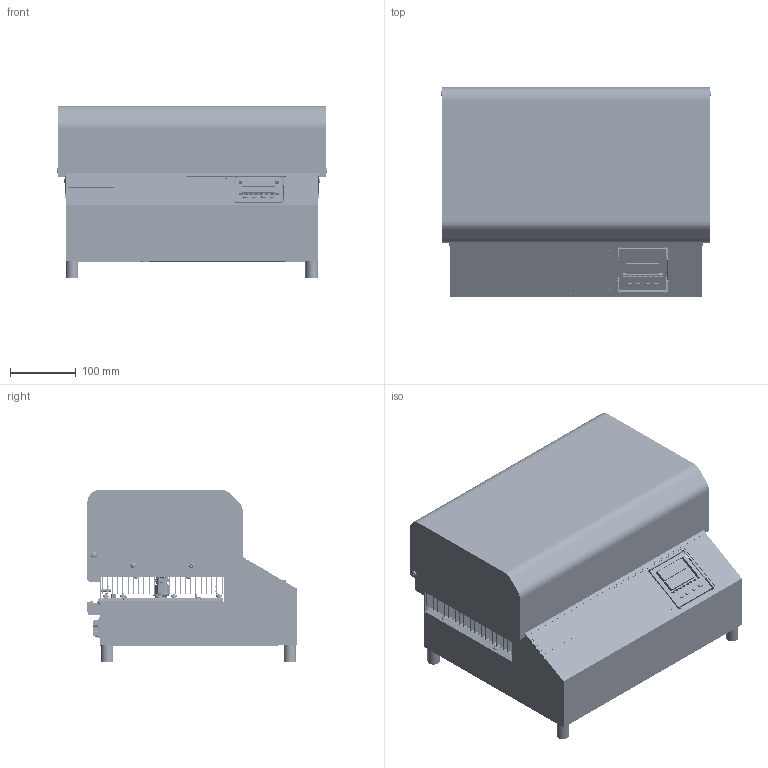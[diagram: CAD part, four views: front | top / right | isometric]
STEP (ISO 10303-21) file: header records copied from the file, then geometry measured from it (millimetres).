
FILE_DESCRIPTION (( 'STEP AP203' ), '1' );
FILE_NAME ('AHP-1200CAS.STEP', '2016-06-15T19:02:35', ( '' ), ( '' ), 'SwSTEP 2.0', 'SolidWorks 2016', '' );
FILE_SCHEMA (( 'CONFIG_CONTROL_DESIGN' ));
Products named in the file (1): AHP-1200CAS
Bounding box: 411.53 x 319.88 x 261.68 mm (x, y, z)
Surface area: 2732718.1 mm2 (no closed solid volume)
Topology: 0 solids, 386 shells, 13626 faces, 36553 edges, 23822 vertices
Faces by surface type: plane 7301, cylinder 4298, bspline 928, cone 860, torus 183, sphere 56
Entity records: 487579 total; most frequent: CARTESIAN_POINT 154017, ORIENTED_EDGE 71190, DIRECTION 65127, EDGE_CURVE 36370, VERTEX_POINT 23818, AXIS2_PLACEMENT_3D 22315, LINE 20497, VECTOR 20497
